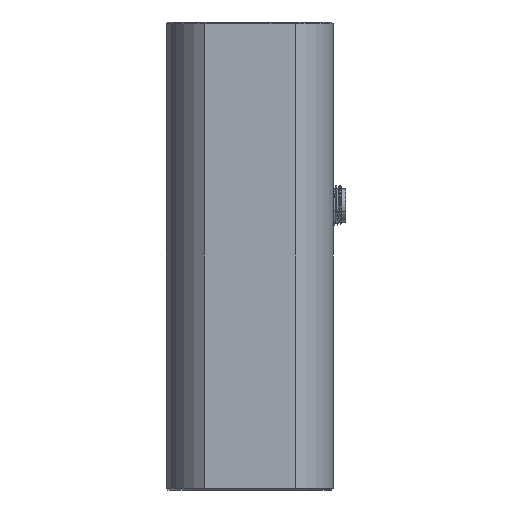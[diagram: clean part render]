
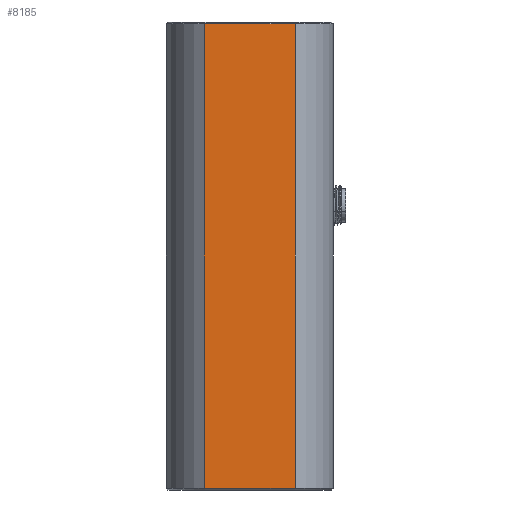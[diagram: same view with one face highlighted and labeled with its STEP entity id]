
A CAD part, front view. The second image highlights one B-rep face of the part: STEP entity #8185.
In plain terms, the highlighted planar face has unit normal (0, -1, 0).
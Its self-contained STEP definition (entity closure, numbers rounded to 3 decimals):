
#4953=PLANE('',#21951);
#5568=FACE_OUTER_BOUND('',#9765,.T.);
#6412=LINE('',#30137,#7210);
#6413=LINE('',#30140,#7211);
#6414=LINE('',#30142,#7212);
#6415=LINE('',#30144,#7213);
#7210=VECTOR('',#23942,1.);
#7211=VECTOR('',#23943,1.);
#7212=VECTOR('',#23944,1.);
#7213=VECTOR('',#23945,1.);
#8185=ADVANCED_FACE('',(#5568),#4953,.F.);
#9765=EDGE_LOOP('',(#12356,#12357,#12358,#12359));
#12356=ORIENTED_EDGE('',*,*,#18550,.F.);
#12357=ORIENTED_EDGE('',*,*,#18551,.T.);
#12358=ORIENTED_EDGE('',*,*,#18552,.F.);
#12359=ORIENTED_EDGE('',*,*,#18553,.T.);
#16774=VERTEX_POINT('',#30138);
#16775=VERTEX_POINT('',#30139);
#16776=VERTEX_POINT('',#30141);
#16777=VERTEX_POINT('',#30143);
#18550=EDGE_CURVE('',#16774,#16775,#6412,.T.);
#18551=EDGE_CURVE('',#16774,#16776,#6413,.T.);
#18552=EDGE_CURVE('',#16777,#16776,#6414,.T.);
#18553=EDGE_CURVE('',#16777,#16775,#6415,.T.);
#21951=AXIS2_PLACEMENT_3D('',#30145,#23946,#23947);
#23942=DIRECTION('',(0.,0.,-1.));
#23943=DIRECTION('',(-1.,0.,0.));
#23944=DIRECTION('',(0.,0.,1.));
#23945=DIRECTION('',(1.,0.,0.));
#23946=DIRECTION('',(0.,1.,0.));
#23947=DIRECTION('',(-1.,0.,0.));
#30137=CARTESIAN_POINT('',(13.565,-86.,119.));
#30138=CARTESIAN_POINT('',(13.565,-86.,36.5));
#30139=CARTESIAN_POINT('',(13.565,-86.,-102.5));
#30140=CARTESIAN_POINT('',(22.5,-86.,36.5));
#30141=CARTESIAN_POINT('',(-13.565,-86.,36.5));
#30142=CARTESIAN_POINT('',(-13.565,-86.,119.));
#30143=CARTESIAN_POINT('',(-13.565,-86.,-102.5));
#30144=CARTESIAN_POINT('',(22.5,-86.,-102.5));
#30145=CARTESIAN_POINT('',(22.5,-86.,-174.5));
